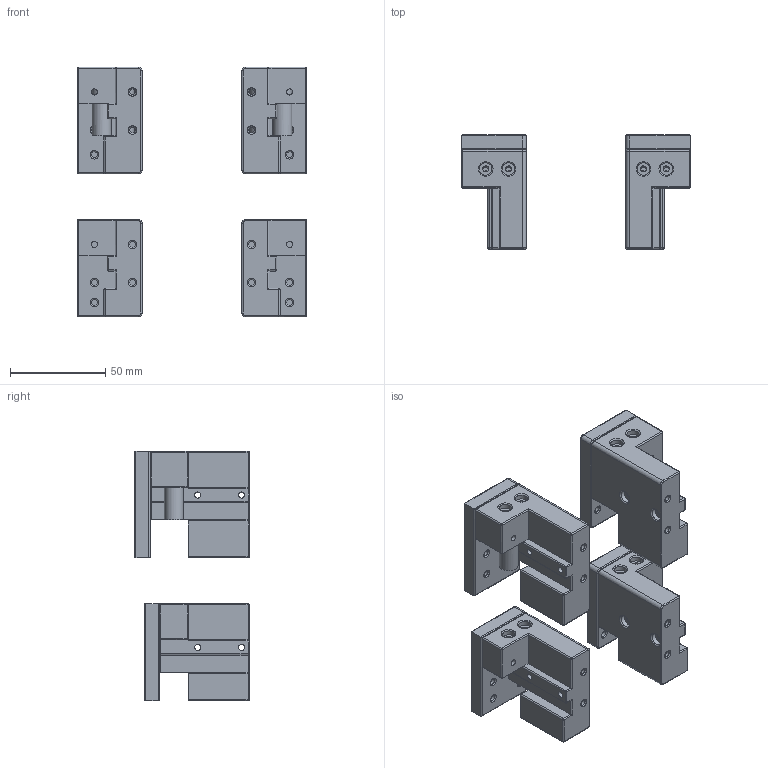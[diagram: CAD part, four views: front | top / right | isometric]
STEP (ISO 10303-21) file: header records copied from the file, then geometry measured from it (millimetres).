
FILE_DESCRIPTION(/* description */ (''),/* implementation_level */ '2;1');
FILE_NAME(/* name */ 'A-2020_Y_Carriage_Offcenter_Right-L (1).stp',/* time_stamp */ '2021-01-29T10:49:56-08:00',/* author */ (''),/* organization */ (''),/* preprocessor_version */ 'ST-DEVELOPER v18.1',/* originating_system */ 'Autodesk Translation Framework v9.7.0.1280',/* authorisation */ '');
FILE_SCHEMA (('AUTOMOTIVE_DESIGN { 1 0 10303 214 3 1 1 }'));
Length unit declared in the file: millimetre
Products named in the file (1): FusionComponent
Bounding box: 120 x 60 x 131 mm (x, y, z)
Volume: 226824.5 mm3; surface area: 70163.7 mm2
Topology: 8 solids, 8 shells, 594 faces, 1274 edges, 756 vertices
Faces by surface type: cylinder 270, plane 160, torus 124, sphere 40
Full cylindrical faces by diameter (mm): 3.2 x52, 6.5 x40, 10 x2
Entity records: 16615 total; most frequent: DIRECTION 3180, CARTESIAN_POINT 3067, ORIENTED_EDGE 2548, AXIS2_PLACEMENT_3D 1337, EDGE_CURVE 1274, VERTEX_POINT 756, EDGE_LOOP 710, CIRCLE 686
